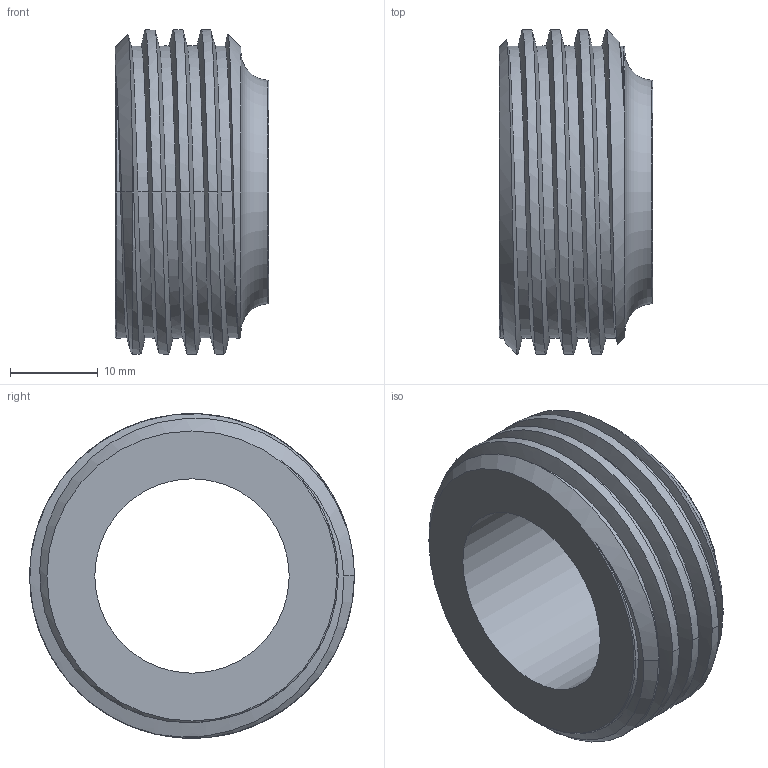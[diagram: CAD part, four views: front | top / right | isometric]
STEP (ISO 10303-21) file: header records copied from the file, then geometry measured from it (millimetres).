
FILE_DESCRIPTION(/* description */ (''),/* implementation_level */ '2;1');
FILE_NAME(/* name */ '15TRFJP-1.stp',/* time_stamp */ '2022-09-20T15:47:37-04:00',/* author */ ('stevend'),/* organization */ (''),/* preprocessor_version */ 'ST-DEVELOPER v18',/* originating_system */ 'Autodesk Inventor 2020',/* authorisation */ '');
FILE_SCHEMA (('AUTOMOTIVE_DESIGN { 1 0 10303 214 3 1 1 }'));
Length unit declared in the file: inch
Products named in the file (1): 15TRFJP-1
Bounding box: 17.48 x 36.91 x 36.9 mm (x, y, z)
Volume: 8681.2 mm3; surface area: 5152.2 mm2
Topology: 1 solids, 1 shells, 23 faces, 65 edges, 45 vertices
Faces by surface type: cylinder 12, cone 3, torus 3, plane 3, bspline 2
Full cylindrical faces by diameter (mm): 22.098 x1, 33.223 x4, 36.906 x3
Entity records: 2062 total; most frequent: CARTESIAN_POINT 1442, ORIENTED_EDGE 130, DIRECTION 109, EDGE_CURVE 65, AXIS2_PLACEMENT_3D 48, VERTEX_POINT 45, EDGE_LOOP 26, B_SPLINE_CURVE_WITH_KNOTS 26
